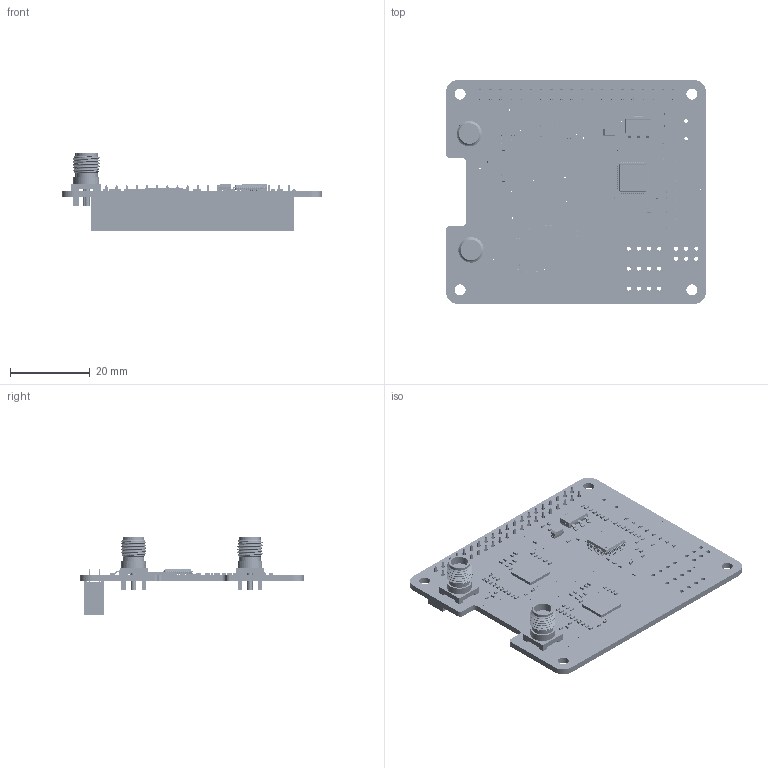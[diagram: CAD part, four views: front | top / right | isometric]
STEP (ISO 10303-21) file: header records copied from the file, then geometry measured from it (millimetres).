
FILE_DESCRIPTION(('KiCad electronic assembly'),'2;1');
FILE_NAME('mmdvm_hs_dual_hat.step','2025-04-21T17:32:37',('Pcbnew'),( 'Kicad'),'Open CASCADE STEP processor 7.9','KiCad to STEP converter' ,'Unknown');
FILE_SCHEMA(('AUTOMOTIVE_DESIGN { 1 0 10303 214 1 1 1 1 }'));
Length unit declared in the file: millimetre
Products named in the file (17): mmdvm_hs_dual_hat 1; C_0402_1005Metric; L_0402_1005Metric; 901-144-8RFX; R_0402_1005Metric; QFN-48-1EP_7x7mm_P0.5mm_EP5.15x5.15mm; crystal_xrcgb; SOT-223; LED_0402_1005Metric; CP_EIA-3216-18_Kemet-A; LQFP-48_7x7mm_P0.5mm; smd_push; crystal_smd_5x3.2mm; usb_B_mini_smd; PinSocket_2x20_P2.54mm_Vertical; mmdvm_hs_dual_hat_silkscreen; mmdvm_hs_dual_hat_PCB
Assembly tree (115 placements, depth 2):
  mmdvm_hs_dual_hat 1
    C_0402_1005Metric  x50
    L_0402_1005Metric  x12
    901-144-8RFX  x2
    R_0402_1005Metric  x30
    QFN-48-1EP_7x7mm_P0.5mm_EP5.15x5.15mm  x2
    crystal_xrcgb
    SOT-223
    LED_0402_1005Metric  x9
    CP_EIA-3216-18_Kemet-A
    LQFP-48_7x7mm_P0.5mm
    smd_push
    crystal_smd_5x3.2mm
    usb_B_mini_smd
    PinSocket_2x20_P2.54mm_Vertical
    mmdvm_hs_dual_hat_silkscreen
    mmdvm_hs_dual_hat_PCB
Bounding box: 65 x 56 x 19.71 mm (x, y, z)
Volume: 8005 mm3; surface area: 13252.2 mm2
Topology: 114 solids, 904 shells, 6637 faces, 29891 edges, 24502 vertices
Faces by surface type: plane 4913, cylinder 1589, bspline 111, cone 24
Full cylindrical faces by diameter (mm): 0.3 x83, 0.5 x3, 0.9 x2, 1 x40, 1.016 x18, 1.5 x2, 1.7 x8, 2.75 x4
Entity records: 243166 total; most frequent: CARTESIAN_POINT 50106, DIRECTION 32121, ORIENTED_EDGE 28524, EDGE_CURVE 21438, VERTEX_POINT 18930, LINE 17349, VECTOR 17349, AXIS2_PLACEMENT_3D 7386
